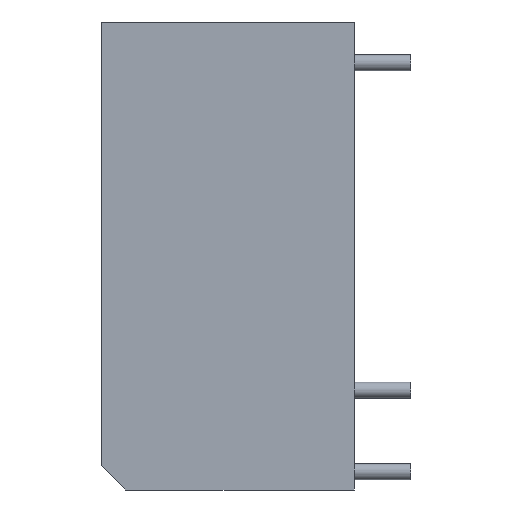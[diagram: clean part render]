
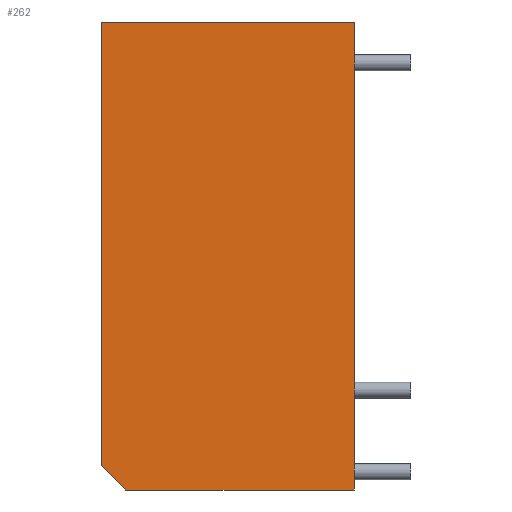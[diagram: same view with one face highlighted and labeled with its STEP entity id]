
A CAD part, left-side view. The second image highlights one B-rep face of the part: STEP entity #262.
In plain terms, the highlighted planar face has unit normal (-1, 0, 0).
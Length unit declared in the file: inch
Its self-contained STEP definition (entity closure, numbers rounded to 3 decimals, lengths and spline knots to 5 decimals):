
#46=FACE_OUTER_BOUND('',#65,.T.);
#65=EDGE_LOOP('',(#181,#182,#183,#184,#185));
#94=LINE('',#413,#109);
#98=LINE('',#421,#113);
#101=LINE('',#427,#116);
#102=LINE('',#429,#117);
#103=LINE('',#430,#118);
#109=VECTOR('',#334,0.3937);
#113=VECTOR('',#340,0.3937);
#116=VECTOR('',#345,0.3937);
#117=VECTOR('',#346,0.3937);
#118=VECTOR('',#347,0.3937);
#124=VERTEX_POINT('',#411);
#125=VERTEX_POINT('',#412);
#128=VERTEX_POINT('',#420);
#130=VERTEX_POINT('',#426);
#131=VERTEX_POINT('',#428);
#146=EDGE_CURVE('',#124,#125,#94,.T.);
#150=EDGE_CURVE('',#125,#128,#98,.T.);
#153=EDGE_CURVE('',#130,#124,#101,.T.);
#154=EDGE_CURVE('',#130,#131,#102,.T.);
#155=EDGE_CURVE('',#131,#128,#103,.T.);
#181=ORIENTED_EDGE('',*,*,#146,.F.);
#182=ORIENTED_EDGE('',*,*,#153,.F.);
#183=ORIENTED_EDGE('',*,*,#154,.T.);
#184=ORIENTED_EDGE('',*,*,#155,.T.);
#185=ORIENTED_EDGE('',*,*,#150,.F.);
#229=PLANE('',#301);
#262=ADVANCED_FACE('',(#46),#229,.T.);
#301=AXIS2_PLACEMENT_3D('',#425,#343,#344);
#334=DIRECTION('',(0.,0.707,0.707));
#340=DIRECTION('',(0.,0.,1.));
#343=DIRECTION('center_axis',(-1.,0.,0.));
#344=DIRECTION('ref_axis',(0.,0.,1.));
#345=DIRECTION('',(0.,1.,0.));
#346=DIRECTION('',(0.,0.,1.));
#347=DIRECTION('',(0.,1.,0.));
#411=CARTESIAN_POINT('',(-0.25,0.55811,-0.57087));
#412=CARTESIAN_POINT('',(-0.25,0.61811,-0.51087));
#413=CARTESIAN_POINT('',(-0.25,0.43358,-0.69539));
#420=CARTESIAN_POINT('',(-0.25,0.61811,0.57087));
#421=CARTESIAN_POINT('',(-0.25,0.61811,-0.57087));
#425=CARTESIAN_POINT('Origin',(-0.25,0.,-0.57087));
#426=CARTESIAN_POINT('',(-0.25,0.,-0.57087));
#427=CARTESIAN_POINT('',(-0.25,0.,-0.57087));
#428=CARTESIAN_POINT('',(-0.25,0.,0.57087));
#429=CARTESIAN_POINT('',(-0.25,0.,-0.57087));
#430=CARTESIAN_POINT('',(-0.25,0.,0.57087));
